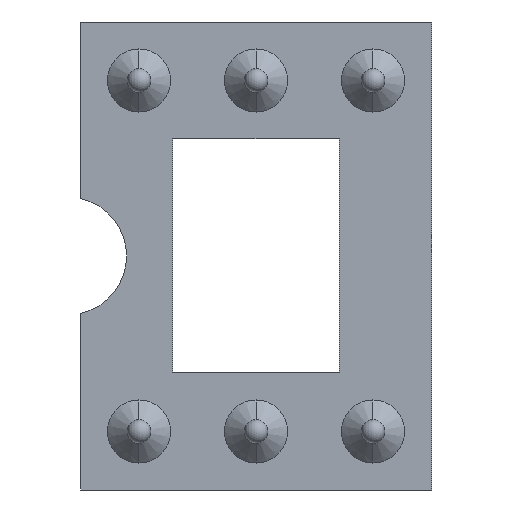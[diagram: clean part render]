
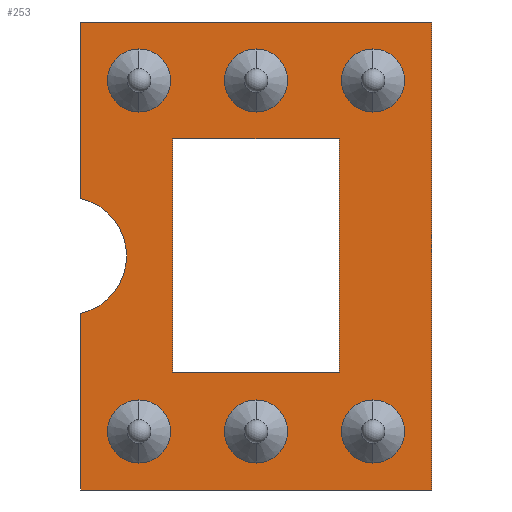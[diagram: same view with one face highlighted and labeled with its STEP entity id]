
A CAD part, front view. The second image highlights one B-rep face of the part: STEP entity #253.
In plain terms, the highlighted planar face has unit normal (0, -1, 0).
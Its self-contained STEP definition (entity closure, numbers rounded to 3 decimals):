
#253=ADVANCED_FACE('',(#512,#513,#514,#515,#516,#517,#518,#519),#520,.T.);
#512=FACE_BOUND('',#781,.T.);
#513=FACE_BOUND('',#782,.T.);
#514=FACE_BOUND('',#783,.T.);
#515=FACE_BOUND('',#784,.T.);
#516=FACE_BOUND('',#785,.T.);
#517=FACE_BOUND('',#786,.T.);
#518=FACE_OUTER_BOUND('',#787,.T.);
#519=FACE_BOUND('',#788,.T.);
#520=PLANE('',#789);
#781=EDGE_LOOP('',(#1420,#1421));
#782=EDGE_LOOP('',(#1422,#1423));
#783=EDGE_LOOP('',(#1424,#1425));
#784=EDGE_LOOP('',(#1426,#1427));
#785=EDGE_LOOP('',(#1428,#1429));
#786=EDGE_LOOP('',(#1430,#1431));
#787=EDGE_LOOP('',(#1432,#1433,#1434,#1435,#1436,#1437));
#788=EDGE_LOOP('',(#1438,#1439,#1440,#1441));
#789=AXIS2_PLACEMENT_3D('',#1442,#1443,#1444);
#1420=ORIENTED_EDGE('',*,*,#1650,.T.);
#1421=ORIENTED_EDGE('',*,*,#1594,.T.);
#1422=ORIENTED_EDGE('',*,*,#1662,.T.);
#1423=ORIENTED_EDGE('',*,*,#1580,.T.);
#1424=ORIENTED_EDGE('',*,*,#1674,.T.);
#1425=ORIENTED_EDGE('',*,*,#1566,.T.);
#1426=ORIENTED_EDGE('',*,*,#1686,.T.);
#1427=ORIENTED_EDGE('',*,*,#1552,.T.);
#1428=ORIENTED_EDGE('',*,*,#1698,.T.);
#1429=ORIENTED_EDGE('',*,*,#1538,.T.);
#1430=ORIENTED_EDGE('',*,*,#1710,.T.);
#1431=ORIENTED_EDGE('',*,*,#1524,.T.);
#1432=ORIENTED_EDGE('',*,*,#1722,.T.);
#1433=ORIENTED_EDGE('',*,*,#1760,.T.);
#1434=ORIENTED_EDGE('',*,*,#1761,.F.);
#1435=ORIENTED_EDGE('',*,*,#1762,.T.);
#1436=ORIENTED_EDGE('',*,*,#1763,.T.);
#1437=ORIENTED_EDGE('',*,*,#1733,.T.);
#1438=ORIENTED_EDGE('',*,*,#1742,.T.);
#1439=ORIENTED_EDGE('',*,*,#1755,.T.);
#1440=ORIENTED_EDGE('',*,*,#1738,.T.);
#1441=ORIENTED_EDGE('',*,*,#1750,.T.);
#1442=CARTESIAN_POINT('',(3.81,0.,0.));
#1443=DIRECTION('',(0.0,-1.0,0.0));
#1444=DIRECTION('',(0.,0.0,1.0));
#1524=EDGE_CURVE('',#1796,#1798,#1800,.T.);
#1538=EDGE_CURVE('',#1819,#1821,#1823,.T.);
#1552=EDGE_CURVE('',#1842,#1844,#1846,.T.);
#1566=EDGE_CURVE('',#1865,#1867,#1869,.T.);
#1580=EDGE_CURVE('',#1888,#1890,#1892,.T.);
#1594=EDGE_CURVE('',#1911,#1913,#1915,.T.);
#1650=EDGE_CURVE('',#1913,#1911,#1995,.T.);
#1662=EDGE_CURVE('',#1890,#1888,#2010,.T.);
#1674=EDGE_CURVE('',#1867,#1865,#2025,.T.);
#1686=EDGE_CURVE('',#1844,#1842,#2040,.T.);
#1698=EDGE_CURVE('',#1821,#1819,#2055,.T.);
#1710=EDGE_CURVE('',#1798,#1796,#2070,.T.);
#1722=EDGE_CURVE('',#2085,#2086,#2087,.T.);
#1733=EDGE_CURVE('',#2104,#2085,#2105,.T.);
#1738=EDGE_CURVE('',#2112,#2113,#2114,.T.);
#1742=EDGE_CURVE('',#2118,#2119,#2120,.T.);
#1750=EDGE_CURVE('',#2113,#2118,#2132,.T.);
#1755=EDGE_CURVE('',#2119,#2112,#2138,.T.);
#1760=EDGE_CURVE('',#2086,#2145,#2146,.T.);
#1761=EDGE_CURVE('',#2147,#2145,#2148,.T.);
#1762=EDGE_CURVE('',#2147,#2149,#2150,.T.);
#1763=EDGE_CURVE('',#2149,#2104,#2151,.T.);
#1796=VERTEX_POINT('',#2191);
#1798=VERTEX_POINT('',#2194);
#1800=CIRCLE('',#2197,0.685);
#1819=VERTEX_POINT('',#2220);
#1821=VERTEX_POINT('',#2223);
#1823=CIRCLE('',#2226,0.685);
#1842=VERTEX_POINT('',#2249);
#1844=VERTEX_POINT('',#2252);
#1846=CIRCLE('',#2255,0.685);
#1865=VERTEX_POINT('',#2278);
#1867=VERTEX_POINT('',#2281);
#1869=CIRCLE('',#2284,0.685);
#1888=VERTEX_POINT('',#2307);
#1890=VERTEX_POINT('',#2310);
#1892=CIRCLE('',#2313,0.685);
#1911=VERTEX_POINT('',#2336);
#1913=VERTEX_POINT('',#2339);
#1915=CIRCLE('',#2342,0.685);
#1995=CIRCLE('',#2434,0.685);
#2010=CIRCLE('',#2449,0.685);
#2025=CIRCLE('',#2464,0.685);
#2040=CIRCLE('',#2479,0.685);
#2055=CIRCLE('',#2494,0.685);
#2070=CIRCLE('',#2509,0.685);
#2085=VERTEX_POINT('',#2524);
#2086=VERTEX_POINT('',#2525);
#2087=CIRCLE('',#2526,1.28);
#2104=VERTEX_POINT('',#2550);
#2105=LINE('',#2551,#2552);
#2112=VERTEX_POINT('',#2562);
#2113=VERTEX_POINT('',#2563);
#2114=LINE('',#2564,#2565);
#2118=VERTEX_POINT('',#2571);
#2119=VERTEX_POINT('',#2572);
#2120=LINE('',#2573,#2574);
#2132=LINE('',#2592,#2593);
#2138=LINE('',#2601,#2602);
#2145=VERTEX_POINT('',#2612);
#2146=LINE('',#2613,#2614);
#2147=VERTEX_POINT('',#2615);
#2148=LINE('',#2616,#2617);
#2149=VERTEX_POINT('',#2618);
#2150=LINE('',#2619,#2620);
#2151=LINE('',#2621,#2622);
#2191=CARTESIAN_POINT('',(2.54,0.,-3.125));
#2194=CARTESIAN_POINT('',(2.54,0.,-4.495));
#2197=AXIS2_PLACEMENT_3D('',#2666,#2667,#2668);
#2220=CARTESIAN_POINT('',(0.,0.,-3.125));
#2223=CARTESIAN_POINT('',(0.,0.,-4.495));
#2226=AXIS2_PLACEMENT_3D('',#2687,#2688,#2689);
#2249=CARTESIAN_POINT('',(-2.54,0.,-3.125));
#2252=CARTESIAN_POINT('',(-2.54,0.,-4.495));
#2255=AXIS2_PLACEMENT_3D('',#2708,#2709,#2710);
#2278=CARTESIAN_POINT('',(2.54,0.,4.495));
#2281=CARTESIAN_POINT('',(2.54,0.,3.125));
#2284=AXIS2_PLACEMENT_3D('',#2729,#2730,#2731);
#2307=CARTESIAN_POINT('',(0.,0.,4.495));
#2310=CARTESIAN_POINT('',(0.,0.,3.125));
#2313=AXIS2_PLACEMENT_3D('',#2750,#2751,#2752);
#2336=CARTESIAN_POINT('',(-2.54,0.,4.495));
#2339=CARTESIAN_POINT('',(-2.54,0.,3.125));
#2342=AXIS2_PLACEMENT_3D('',#2771,#2772,#2773);
#2434=AXIS2_PLACEMENT_3D('',#2858,#2859,#2860);
#2449=AXIS2_PLACEMENT_3D('',#2879,#2880,#2881);
#2464=AXIS2_PLACEMENT_3D('',#2900,#2901,#2902);
#2479=AXIS2_PLACEMENT_3D('',#2921,#2922,#2923);
#2494=AXIS2_PLACEMENT_3D('',#2942,#2943,#2944);
#2509=AXIS2_PLACEMENT_3D('',#2963,#2964,#2965);
#2524=CARTESIAN_POINT('',(-3.81,0.,1.249));
#2525=CARTESIAN_POINT('',(-3.81,0.,-1.249));
#2526=AXIS2_PLACEMENT_3D('',#2984,#2985,#2986);
#2550=CARTESIAN_POINT('',(-3.81,0.,5.08));
#2551=CARTESIAN_POINT('',(-3.81,0.,-5.08));
#2552=VECTOR('',#2997,1.0);
#2562=CARTESIAN_POINT('',(-1.81,0.,-2.54));
#2563=CARTESIAN_POINT('',(-1.81,0.,2.54));
#2564=CARTESIAN_POINT('',(-1.81,0.,0.));
#2565=VECTOR('',#3001,1.0);
#2571=CARTESIAN_POINT('',(1.81,0.,2.54));
#2572=CARTESIAN_POINT('',(1.81,0.,-2.54));
#2573=CARTESIAN_POINT('',(1.81,0.,0.));
#2574=VECTOR('',#3004,1.0);
#2592=CARTESIAN_POINT('',(1.905,0.,2.54));
#2593=VECTOR('',#3011,1.0);
#2601=CARTESIAN_POINT('',(1.905,0.,-2.54));
#2602=VECTOR('',#3014,1.0);
#2612=CARTESIAN_POINT('',(-3.81,0.,-5.08));
#2613=CARTESIAN_POINT('',(-3.81,0.,-5.08));
#2614=VECTOR('',#3018,1.0);
#2615=CARTESIAN_POINT('',(3.81,0.,-5.08));
#2616=CARTESIAN_POINT('',(3.81,0.,-5.08));
#2617=VECTOR('',#3019,1.0);
#2618=CARTESIAN_POINT('',(3.81,0.,5.08));
#2619=CARTESIAN_POINT('',(3.81,0.,-5.08));
#2620=VECTOR('',#3020,1.0);
#2621=CARTESIAN_POINT('',(3.81,0.,5.08));
#2622=VECTOR('',#3021,1.0);
#2666=CARTESIAN_POINT('',(2.54,0.,-3.81));
#2667=DIRECTION('',(-0.0,1.0,0.0));
#2668=DIRECTION('',(0.,0.0,1.0));
#2687=CARTESIAN_POINT('',(0.,0.,-3.81));
#2688=DIRECTION('',(-0.0,1.0,0.0));
#2689=DIRECTION('',(0.,0.0,1.0));
#2708=CARTESIAN_POINT('',(-2.54,0.,-3.81));
#2709=DIRECTION('',(-0.0,1.0,0.0));
#2710=DIRECTION('',(0.,0.0,1.0));
#2729=CARTESIAN_POINT('',(2.54,0.,3.81));
#2730=DIRECTION('',(-0.0,1.0,0.0));
#2731=DIRECTION('',(0.,0.0,1.0));
#2750=CARTESIAN_POINT('',(0.,0.,3.81));
#2751=DIRECTION('',(-0.0,1.0,0.0));
#2752=DIRECTION('',(0.,0.0,1.0));
#2771=CARTESIAN_POINT('',(-2.54,0.,3.81));
#2772=DIRECTION('',(-0.0,1.0,0.0));
#2773=DIRECTION('',(0.,0.0,1.0));
#2858=CARTESIAN_POINT('',(-2.54,0.,3.81));
#2859=DIRECTION('',(-0.0,1.0,0.0));
#2860=DIRECTION('',(0.,0.0,1.0));
#2879=CARTESIAN_POINT('',(0.,0.,3.81));
#2880=DIRECTION('',(-0.0,1.0,0.0));
#2881=DIRECTION('',(0.,0.0,1.0));
#2900=CARTESIAN_POINT('',(2.54,0.,3.81));
#2901=DIRECTION('',(-0.0,1.0,0.0));
#2902=DIRECTION('',(0.,0.0,1.0));
#2921=CARTESIAN_POINT('',(-2.54,0.,-3.81));
#2922=DIRECTION('',(-0.0,1.0,0.0));
#2923=DIRECTION('',(0.,0.0,1.0));
#2942=CARTESIAN_POINT('',(0.,0.,-3.81));
#2943=DIRECTION('',(-0.0,1.0,0.0));
#2944=DIRECTION('',(0.,0.0,1.0));
#2963=CARTESIAN_POINT('',(2.54,0.,-3.81));
#2964=DIRECTION('',(-0.0,1.0,0.0));
#2965=DIRECTION('',(0.,0.0,1.0));
#2984=CARTESIAN_POINT('',(-4.09,0.,0.));
#2985=DIRECTION('',(-0.0,1.0,0.0));
#2986=DIRECTION('',(0.,0.0,1.0));
#2997=DIRECTION('',(0.,-0.0,-1.0));
#3001=DIRECTION('',(0.,0.0,1.0));
#3004=DIRECTION('',(0.,0.0,-1.0));
#3011=DIRECTION('',(1.0,-0.0,0.));
#3014=DIRECTION('',(-1.0,0.0,0.));
#3018=DIRECTION('',(0.,-0.0,-1.0));
#3019=DIRECTION('',(-1.0,0.0,0.));
#3020=DIRECTION('',(0.,0.0,1.0));
#3021=DIRECTION('',(-1.0,0.0,0.));
